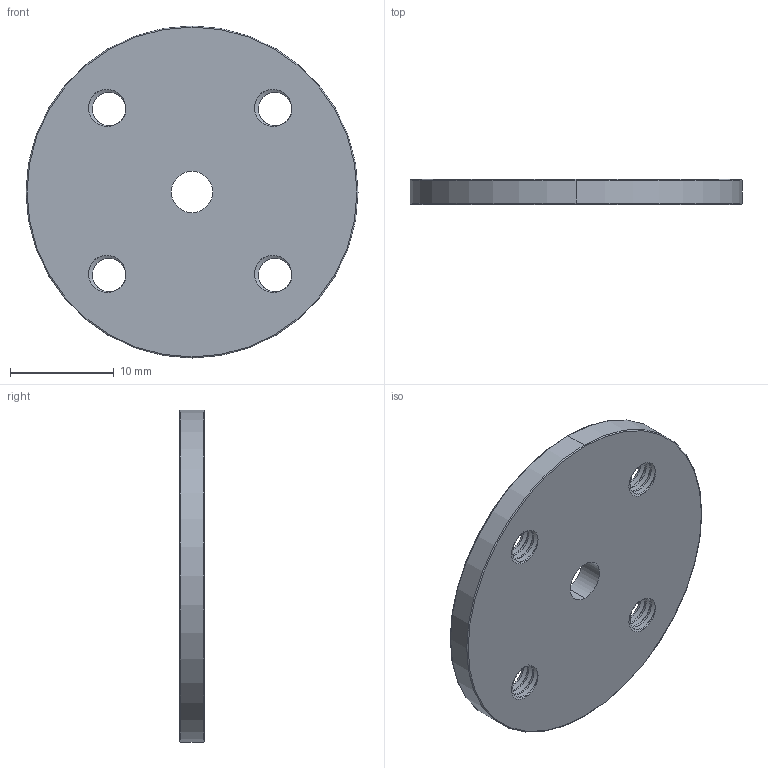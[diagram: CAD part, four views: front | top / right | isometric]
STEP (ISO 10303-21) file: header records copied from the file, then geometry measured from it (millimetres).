
FILE_DESCRIPTION (( 'STEP AP214' ), '1' );
FILE_NAME ('08-0006.step', '2020-04-06T07:14:30', ( '' ), ( '' ), 'SwSTEP 2.0', 'SolidWorks 2020', '' );
FILE_SCHEMA (( 'AUTOMOTIVE_DESIGN' ));
Length unit declared in the file: millimetre
Products named in the file (1): 08-0006
Bounding box: 32 x 2.4 x 32 mm (x, y, z)
Volume: 1802.8 mm3; surface area: 1941.4 mm2
Topology: 1 solids, 1 shells, 54 faces, 152 edges, 100 vertices
Faces by surface type: cylinder 36, bspline 12, torus 4, plane 2
Entity records: 8590 total; most frequent: CARTESIAN_POINT 7363, ORIENTED_EDGE 304, DIRECTION 166, EDGE_CURVE 152, VERTEX_POINT 100, B_SPLINE_CURVE_WITH_KNOTS 88, AXIS2_PLACEMENT_3D 67, EDGE_LOOP 64
